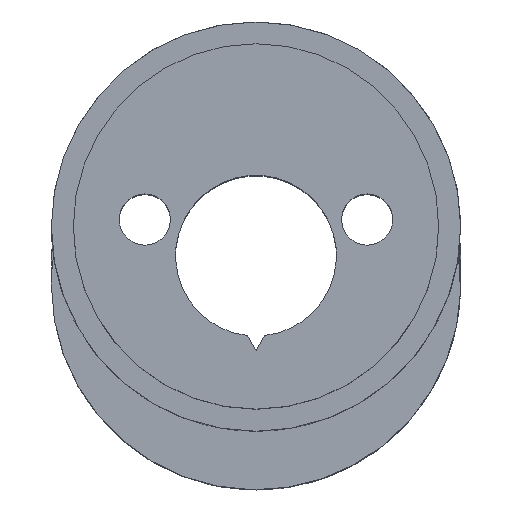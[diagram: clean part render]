
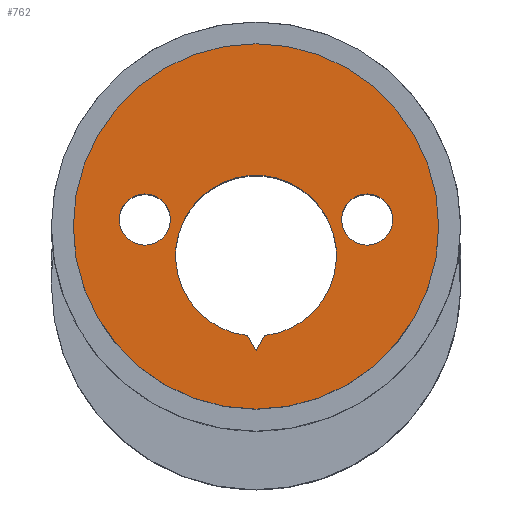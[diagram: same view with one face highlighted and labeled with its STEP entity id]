
A CAD part, top view. The second image highlights one B-rep face of the part: STEP entity #762.
In plain terms, the highlighted planar face has unit normal (0, 0, 1).
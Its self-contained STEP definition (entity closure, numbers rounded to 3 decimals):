
#35=FACE_BOUND('',#234,.T.);
#36=FACE_BOUND('',#235,.T.);
#37=FACE_BOUND('',#236,.T.);
#97=LINE('',#1233,#140);
#101=LINE('',#1240,#144);
#140=VECTOR('',#970,10.);
#144=VECTOR('',#976,10.);
#187=FACE_OUTER_BOUND('',#233,.T.);
#233=EDGE_LOOP('',(#548));
#234=EDGE_LOOP('',(#549));
#235=EDGE_LOOP('',(#550));
#236=EDGE_LOOP('',(#551,#552,#553));
#311=CIRCLE('',#850,5.5);
#313=CIRCLE('',#853,12.5);
#314=CIRCLE('',#854,1.75);
#315=CIRCLE('',#855,1.75);
#371=VERTEX_POINT('',#1230);
#372=VERTEX_POINT('',#1232);
#374=VERTEX_POINT('',#1238);
#375=VERTEX_POINT('',#1245);
#376=VERTEX_POINT('',#1247);
#377=VERTEX_POINT('',#1249);
#437=EDGE_CURVE('',#372,#371,#97,.T.);
#441=EDGE_CURVE('',#371,#374,#101,.T.);
#442=EDGE_CURVE('',#374,#372,#311,.T.);
#444=EDGE_CURVE('',#375,#375,#313,.T.);
#445=EDGE_CURVE('',#376,#376,#314,.T.);
#446=EDGE_CURVE('',#377,#377,#315,.T.);
#548=ORIENTED_EDGE('',*,*,#444,.T.);
#549=ORIENTED_EDGE('',*,*,#445,.T.);
#550=ORIENTED_EDGE('',*,*,#446,.T.);
#551=ORIENTED_EDGE('',*,*,#437,.T.);
#552=ORIENTED_EDGE('',*,*,#441,.T.);
#553=ORIENTED_EDGE('',*,*,#442,.T.);
#740=PLANE('',#852);
#762=ADVANCED_FACE('',(#187,#35,#36,#37),#740,.T.);
#850=AXIS2_PLACEMENT_3D('',#1242,#979,#980);
#852=AXIS2_PLACEMENT_3D('',#1244,#983,#984);
#853=AXIS2_PLACEMENT_3D('',#1246,#985,#986);
#854=AXIS2_PLACEMENT_3D('',#1248,#987,#988);
#855=AXIS2_PLACEMENT_3D('',#1250,#989,#990);
#970=DIRECTION('',(-0.5,-0.866,0.));
#976=DIRECTION('',(-0.5,0.866,0.));
#979=DIRECTION('center_axis',(0.,0.,-1.));
#980=DIRECTION('ref_axis',(1.,0.,0.));
#983=DIRECTION('center_axis',(0.,0.,1.));
#984=DIRECTION('ref_axis',(1.,0.,0.));
#985=DIRECTION('center_axis',(0.,0.,1.));
#986=DIRECTION('ref_axis',(1.,0.,0.));
#987=DIRECTION('center_axis',(0.,0.,-1.));
#988=DIRECTION('ref_axis',(1.,0.,0.));
#989=DIRECTION('center_axis',(0.,0.,-1.));
#990=DIRECTION('ref_axis',(1.,0.,0.));
#1230=CARTESIAN_POINT('',(0.,-6.5,7.));
#1232=CARTESIAN_POINT('',(0.596,-5.468,7.));
#1233=CARTESIAN_POINT('',(5.308,2.694,7.));
#1238=CARTESIAN_POINT('',(-0.596,-5.468,7.));
#1240=CARTESIAN_POINT('',(-13.363,16.645,7.));
#1242=CARTESIAN_POINT('Origin',(0.,0.,7.));
#1244=CARTESIAN_POINT('Origin',(-33.41,35.931,7.));
#1245=CARTESIAN_POINT('',(-12.5,2.,7.));
#1246=CARTESIAN_POINT('Origin',(0.,2.,7.));
#1247=CARTESIAN_POINT('',(5.858,2.472,7.));
#1248=CARTESIAN_POINT('Origin',(7.608,2.472,7.));
#1249=CARTESIAN_POINT('',(-9.358,2.472,7.));
#1250=CARTESIAN_POINT('Origin',(-7.608,2.472,7.));
